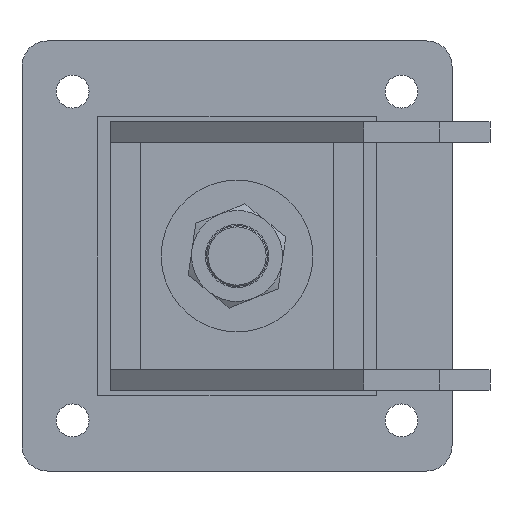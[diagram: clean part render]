
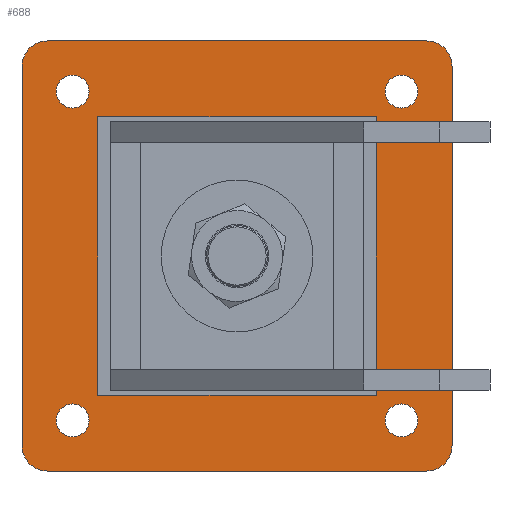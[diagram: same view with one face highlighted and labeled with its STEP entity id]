
A CAD part, front view. The second image highlights one B-rep face of the part: STEP entity #688.
In plain terms, the highlighted planar face has unit normal (0, -1, 0).
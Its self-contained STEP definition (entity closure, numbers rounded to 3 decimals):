
#20 = VERTEX_POINT ( 'NONE', #1190 ) ;
#93 = EDGE_LOOP ( 'NONE', ( #658, #339 ) ) ;
#122 = CIRCLE ( 'NONE', #3160, 6.5 ) ;
#126 = AXIS2_PLACEMENT_3D ( 'NONE', #3092, #3088, #2360 ) ;
#198 = EDGE_CURVE ( 'NONE', #2476, #656, #1637, .T. ) ;
#216 = DIRECTION ( 'NONE',  ( -1., 0., 0. ) ) ;
#271 = EDGE_CURVE ( 'NONE', #1917, #1618, #1471, .T. ) ;
#292 = DIRECTION ( 'NONE',  ( 0., -1., 0. ) ) ;
#294 = VERTEX_POINT ( 'NONE', #3184 ) ;
#299 = DIRECTION ( 'NONE',  ( -1., 0., 0. ) ) ;
#308 = DIRECTION ( 'NONE',  ( 0., 1., 0. ) ) ;
#313 = CARTESIAN_POINT ( 'NONE',  ( -65., -12., -65. ) ) ;
#317 = VERTEX_POINT ( 'NONE', #2341 ) ;
#320 = CIRCLE ( 'NONE', #2730, 6.5 ) ;
#339 = ORIENTED_EDGE ( 'NONE', *, *, #2021, .T. ) ;
#385 = DIRECTION ( 'NONE',  ( 0., -1., 0. ) ) ;
#396 = DIRECTION ( 'NONE',  ( -1., 0., 0. ) ) ;
#408 = CARTESIAN_POINT ( 'NONE',  ( 0., -12., 0. ) ) ;
#464 = EDGE_LOOP ( 'NONE', ( #4221, #2274 ) ) ;
#513 = ORIENTED_EDGE ( 'NONE', *, *, #3381, .T. ) ;
#564 = CARTESIAN_POINT ( 'NONE',  ( 71.5, -12., -65. ) ) ;
#568 = CARTESIAN_POINT ( 'NONE',  ( -58.5, -12., -65. ) ) ;
#584 = CARTESIAN_POINT ( 'NONE',  ( -71.5, -12., -65. ) ) ;
#607 = LINE ( 'NONE', #2285, #2253 ) ;
#609 = EDGE_CURVE ( 'NONE', #1222, #20, #735, .T. ) ;
#615 = PLANE ( 'NONE',  #2617 ) ;
#620 = EDGE_CURVE ( 'NONE', #1364, #1307, #122, .T. ) ;
#627 = ORIENTED_EDGE ( 'NONE', *, *, #890, .T. ) ;
#656 = VERTEX_POINT ( 'NONE', #801 ) ;
#658 = ORIENTED_EDGE ( 'NONE', *, *, #3141, .T. ) ;
#679 = ORIENTED_EDGE ( 'NONE', *, *, #1223, .F. ) ;
#688 = ADVANCED_FACE ( 'NONE', ( #2507, #1757, #2564, #2534, #2729 ), #615, .T. ) ;
#715 = ORIENTED_EDGE ( 'NONE', *, *, #198, .T. ) ;
#735 = CIRCLE ( 'NONE', #4109, 10. ) ;
#787 = CARTESIAN_POINT ( 'NONE',  ( 85., -12., -75. ) ) ;
#801 = CARTESIAN_POINT ( 'NONE',  ( -75., -12., -85. ) ) ;
#822 = EDGE_CURVE ( 'NONE', #1917, #656, #607, .T. ) ;
#824 = CARTESIAN_POINT ( 'NONE',  ( 75., -12., -85. ) ) ;
#833 = AXIS2_PLACEMENT_3D ( 'NONE', #2726, #2909, #3155 ) ;
#837 = AXIS2_PLACEMENT_3D ( 'NONE', #2051, #1991, #1995 ) ;
#866 = CARTESIAN_POINT ( 'NONE',  ( 85., -12., 75. ) ) ;
#890 = EDGE_CURVE ( 'NONE', #1307, #1364, #3969, .T. ) ;
#1021 = CARTESIAN_POINT ( 'NONE',  ( -75., -12., -75. ) ) ;
#1028 = ORIENTED_EDGE ( 'NONE', *, *, #3247, .F. ) ;
#1042 = AXIS2_PLACEMENT_3D ( 'NONE', #1851, #1122, #1823 ) ;
#1044 = ORIENTED_EDGE ( 'NONE', *, *, #271, .T. ) ;
#1046 = EDGE_LOOP ( 'NONE', ( #1083, #4095 ) ) ;
#1083 = ORIENTED_EDGE ( 'NONE', *, *, #2254, .T. ) ;
#1110 = ORIENTED_EDGE ( 'NONE', *, *, #3734, .F. ) ;
#1121 = EDGE_LOOP ( 'NONE', ( #627, #1611 ) ) ;
#1122 = DIRECTION ( 'NONE',  ( 0., 1., 0. ) ) ;
#1143 = VERTEX_POINT ( 'NONE', #3717 ) ;
#1190 = CARTESIAN_POINT ( 'NONE',  ( -85., -12., 75. ) ) ;
#1222 = VERTEX_POINT ( 'NONE', #3068 ) ;
#1223 = EDGE_CURVE ( 'NONE', #4104, #1618, #2301, .T. ) ;
#1243 = DIRECTION ( 'NONE',  ( 0., -1., 0. ) ) ;
#1249 = AXIS2_PLACEMENT_3D ( 'NONE', #1021, #1243, #216 ) ;
#1257 = VECTOR ( 'NONE', #2205, 1000. ) ;
#1307 = VERTEX_POINT ( 'NONE', #564 ) ;
#1336 = DIRECTION ( 'NONE',  ( 0., 1., 0. ) ) ;
#1357 = CIRCLE ( 'NONE', #1465, 6.5 ) ;
#1364 = VERTEX_POINT ( 'NONE', #1927 ) ;
#1376 = EDGE_CURVE ( 'NONE', #294, #1143, #3013, .T. ) ;
#1397 = VERTEX_POINT ( 'NONE', #2612 ) ;
#1465 = AXIS2_PLACEMENT_3D ( 'NONE', #3817, #3820, #3830 ) ;
#1471 = CIRCLE ( 'NONE', #833, 10. ) ;
#1529 = AXIS2_PLACEMENT_3D ( 'NONE', #2699, #2475, #3988 ) ;
#1563 = ORIENTED_EDGE ( 'NONE', *, *, #822, .F. ) ;
#1611 = ORIENTED_EDGE ( 'NONE', *, *, #620, .T. ) ;
#1618 = VERTEX_POINT ( 'NONE', #787 ) ;
#1637 = CIRCLE ( 'NONE', #1249, 10. ) ;
#1641 = DIRECTION ( 'NONE',  ( 0., 1., 0. ) ) ;
#1647 = VERTEX_POINT ( 'NONE', #584 ) ;
#1685 = ORIENTED_EDGE ( 'NONE', *, *, #609, .T. ) ;
#1757 = FACE_BOUND ( 'NONE', #1121, .T. ) ;
#1788 = DIRECTION ( 'NONE',  ( 1., 0., 0. ) ) ;
#1811 = CARTESIAN_POINT ( 'NONE',  ( 65., -12., -65. ) ) ;
#1823 = DIRECTION ( 'NONE',  ( 1., 0., 0. ) ) ;
#1851 = CARTESIAN_POINT ( 'NONE',  ( -65., -12., 65. ) ) ;
#1917 = VERTEX_POINT ( 'NONE', #824 ) ;
#1927 = CARTESIAN_POINT ( 'NONE',  ( 58.5, -12., -65. ) ) ;
#1930 = EDGE_LOOP ( 'NONE', ( #679, #513, #1110, #1685, #1028, #715, #1563, #1044 ) ) ;
#1991 = DIRECTION ( 'NONE',  ( 0., 1., 0. ) ) ;
#1995 = DIRECTION ( 'NONE',  ( 1., 0., 0. ) ) ;
#2021 = EDGE_CURVE ( 'NONE', #317, #2079, #3891, .T. ) ;
#2051 = CARTESIAN_POINT ( 'NONE',  ( 65., -12., -65. ) ) ;
#2079 = VERTEX_POINT ( 'NONE', #3194 ) ;
#2205 = DIRECTION ( 'NONE',  ( 1., 0., 0. ) ) ;
#2231 = CARTESIAN_POINT ( 'NONE',  ( 85., -12., 85. ) ) ;
#2253 = VECTOR ( 'NONE', #2334, 1000. ) ;
#2254 = EDGE_CURVE ( 'NONE', #1143, #294, #3347, .T. ) ;
#2274 = ORIENTED_EDGE ( 'NONE', *, *, #4229, .T. ) ;
#2280 = LINE ( 'NONE', #2231, #1257 ) ;
#2285 = CARTESIAN_POINT ( 'NONE',  ( 85., -12., -85. ) ) ;
#2301 = LINE ( 'NONE', #2938, #2855 ) ;
#2334 = DIRECTION ( 'NONE',  ( -1., 0., 0. ) ) ;
#2341 = CARTESIAN_POINT ( 'NONE',  ( -71.5, -12., 65. ) ) ;
#2352 = DIRECTION ( 'NONE',  ( -1., 0., 0. ) ) ;
#2354 = DIRECTION ( 'NONE',  ( 0., 1., 0. ) ) ;
#2360 = DIRECTION ( 'NONE',  ( -1., 0., 0. ) ) ;
#2374 = CARTESIAN_POINT ( 'NONE',  ( -65., -12., -65. ) ) ;
#2472 = CIRCLE ( 'NONE', #3391, 6.5 ) ;
#2475 = DIRECTION ( 'NONE',  ( 0., 1., 0. ) ) ;
#2476 = VERTEX_POINT ( 'NONE', #2584 ) ;
#2507 = FACE_BOUND ( 'NONE', #1046, .T. ) ;
#2534 = FACE_BOUND ( 'NONE', #93, .T. ) ;
#2564 = FACE_BOUND ( 'NONE', #464, .T. ) ;
#2584 = CARTESIAN_POINT ( 'NONE',  ( -85., -12., -75. ) ) ;
#2612 = CARTESIAN_POINT ( 'NONE',  ( 75., -12., 85. ) ) ;
#2617 = AXIS2_PLACEMENT_3D ( 'NONE', #408, #292, #396 ) ;
#2699 = CARTESIAN_POINT ( 'NONE',  ( 65., -12., 65. ) ) ;
#2726 = CARTESIAN_POINT ( 'NONE',  ( 75., -12., -75. ) ) ;
#2729 = FACE_OUTER_BOUND ( 'NONE', #1930, .T. ) ;
#2730 = AXIS2_PLACEMENT_3D ( 'NONE', #313, #308, #299 ) ;
#2855 = VECTOR ( 'NONE', #3853, 1000. ) ;
#2879 = CARTESIAN_POINT ( 'NONE',  ( 65., -12., 65. ) ) ;
#2901 = CARTESIAN_POINT ( 'NONE',  ( -75., -12., 75. ) ) ;
#2909 = DIRECTION ( 'NONE',  ( 0., -1., 0. ) ) ;
#2938 = CARTESIAN_POINT ( 'NONE',  ( 85., -12., 85. ) ) ;
#3013 = CIRCLE ( 'NONE', #3534, 6.5 ) ;
#3068 = CARTESIAN_POINT ( 'NONE',  ( -75., -12., 85. ) ) ;
#3088 = DIRECTION ( 'NONE',  ( 0., -1., 0. ) ) ;
#3092 = CARTESIAN_POINT ( 'NONE',  ( 75., -12., 75. ) ) ;
#3141 = EDGE_CURVE ( 'NONE', #2079, #317, #1357, .T. ) ;
#3155 = DIRECTION ( 'NONE',  ( -1., 0., 0. ) ) ;
#3160 = AXIS2_PLACEMENT_3D ( 'NONE', #1811, #1336, #1788 ) ;
#3184 = CARTESIAN_POINT ( 'NONE',  ( 58.5, -12., 65. ) ) ;
#3194 = CARTESIAN_POINT ( 'NONE',  ( -58.5, -12., 65. ) ) ;
#3212 = DIRECTION ( 'NONE',  ( -1., 0., 0. ) ) ;
#3247 = EDGE_CURVE ( 'NONE', #2476, #20, #3321, .T. ) ;
#3321 = LINE ( 'NONE', #3443, #4079 ) ;
#3347 = CIRCLE ( 'NONE', #1529, 6.5 ) ;
#3381 = EDGE_CURVE ( 'NONE', #4104, #1397, #3958, .T. ) ;
#3391 = AXIS2_PLACEMENT_3D ( 'NONE', #2374, #2354, #2352 ) ;
#3430 = DIRECTION ( 'NONE',  ( 0., 0., 1. ) ) ;
#3443 = CARTESIAN_POINT ( 'NONE',  ( -85., -12., 85. ) ) ;
#3534 = AXIS2_PLACEMENT_3D ( 'NONE', #2879, #1641, #3212 ) ;
#3580 = EDGE_CURVE ( 'NONE', #4159, #1647, #2472, .T. ) ;
#3717 = CARTESIAN_POINT ( 'NONE',  ( 71.5, -12., 65. ) ) ;
#3734 = EDGE_CURVE ( 'NONE', #1222, #1397, #2280, .T. ) ;
#3755 = DIRECTION ( 'NONE',  ( -1., 0., 0. ) ) ;
#3817 = CARTESIAN_POINT ( 'NONE',  ( -65., -12., 65. ) ) ;
#3820 = DIRECTION ( 'NONE',  ( 0., 1., 0. ) ) ;
#3830 = DIRECTION ( 'NONE',  ( 1., 0., 0. ) ) ;
#3853 = DIRECTION ( 'NONE',  ( 0., 0., -1. ) ) ;
#3891 = CIRCLE ( 'NONE', #1042, 6.5 ) ;
#3958 = CIRCLE ( 'NONE', #126, 10. ) ;
#3969 = CIRCLE ( 'NONE', #837, 6.5 ) ;
#3988 = DIRECTION ( 'NONE',  ( -1., 0., 0. ) ) ;
#4079 = VECTOR ( 'NONE', #3430, 1000. ) ;
#4095 = ORIENTED_EDGE ( 'NONE', *, *, #1376, .T. ) ;
#4104 = VERTEX_POINT ( 'NONE', #866 ) ;
#4109 = AXIS2_PLACEMENT_3D ( 'NONE', #2901, #385, #3755 ) ;
#4159 = VERTEX_POINT ( 'NONE', #568 ) ;
#4221 = ORIENTED_EDGE ( 'NONE', *, *, #3580, .T. ) ;
#4229 = EDGE_CURVE ( 'NONE', #1647, #4159, #320, .T. ) ;
